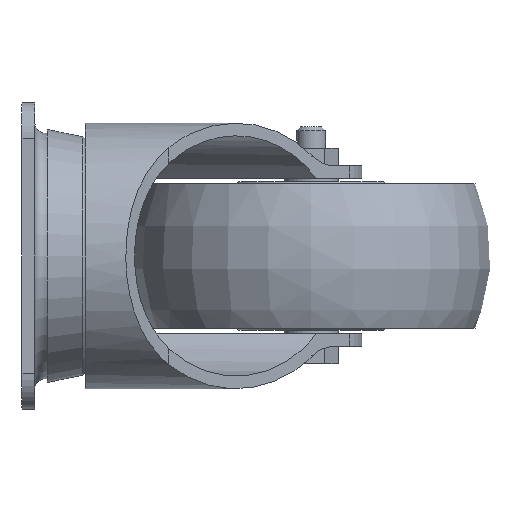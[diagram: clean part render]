
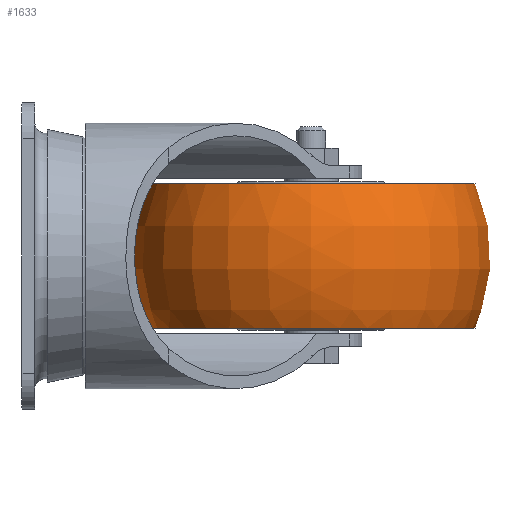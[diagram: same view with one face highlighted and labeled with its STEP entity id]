
A CAD part, left-side view. The second image highlights one B-rep face of the part: STEP entity #1633.
In plain terms, the highlighted toroidal (fillet/blend) face has major radius 5 mm and minor radius 45 mm.
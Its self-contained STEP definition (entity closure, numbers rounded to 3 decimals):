
#22=DEGENERATE_TOROIDAL_SURFACE('',#1792,5.,45.,
 .T.);
#635=ORIENTED_EDGE('',*,*,#952,.T.);
#636=ORIENTED_EDGE('',*,*,#953,.F.);
#952=EDGE_CURVE('',#1133,#1133,#1234,.T.);
#953=EDGE_CURVE('',#1134,#1134,#1235,.T.);
#1133=VERTEX_POINT('',#2693);
#1134=VERTEX_POINT('',#2696);
#1234=CIRCLE('',#1791,45.336);
#1235=CIRCLE('',#1793,45.336);
#1344=EDGE_LOOP('',(#635));
#1345=EDGE_LOOP('',(#636));
#1480=FACE_BOUND('',#1344,.T.);
#1481=FACE_BOUND('',#1345,.T.);
#1633=ADVANCED_FACE('',(#1480,#1481),#22,.T.);
#1791=AXIS2_PLACEMENT_3D('',#2692,#2168,#2169);
#1792=AXIS2_PLACEMENT_3D('',#2694,#2170,#2171);
#1793=AXIS2_PLACEMENT_3D('',#2695,#2172,#2173);
#2168=DIRECTION('',(0.,0.,-1.));
#2169=DIRECTION('',(-1.,0.,0.));
#2170=DIRECTION('',(0.,0.,-1.));
#2171=DIRECTION('',(-1.,0.,0.));
#2172=DIRECTION('',(0.,0.,-1.));
#2173=DIRECTION('',(-1.,0.,0.));
#2692=CARTESIAN_POINT('',(0.,0.,19.95));
#2693=CARTESIAN_POINT('',(-45.336,0.,19.95));
#2694=CARTESIAN_POINT('',(0.,0.,0.));
#2695=CARTESIAN_POINT('',(0.,0.,-19.95));
#2696=CARTESIAN_POINT('',(-45.336,0.,-19.95));
